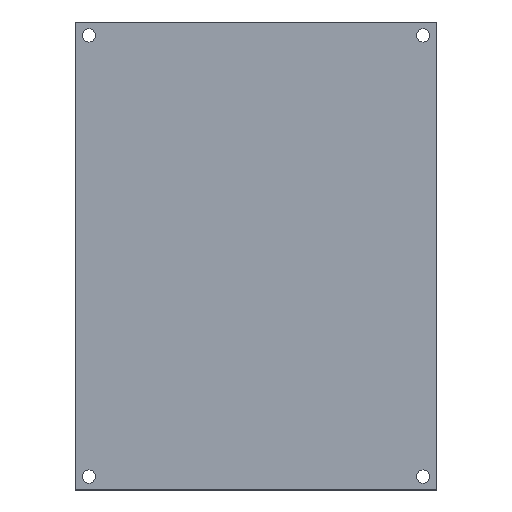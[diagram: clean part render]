
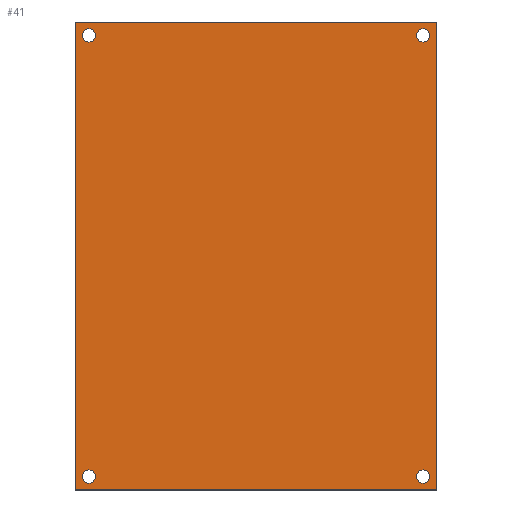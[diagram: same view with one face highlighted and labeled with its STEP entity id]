
A CAD part, top view. The second image highlights one B-rep face of the part: STEP entity #41.
In plain terms, the highlighted planar face has unit normal (0, 0, 1).
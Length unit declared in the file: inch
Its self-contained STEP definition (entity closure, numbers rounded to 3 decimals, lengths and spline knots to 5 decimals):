
#2 = CARTESIAN_POINT ( 'NONE',  ( 3.375, 4.375, 0.115 ) ) ;
#3 = LINE ( 'NONE', #117, #26 ) ;
#6 = ORIENTED_EDGE ( 'NONE', *, *, #78, .T. ) ;
#11 = FACE_OUTER_BOUND ( 'NONE', #362, .T. ) ;
#20 = CARTESIAN_POINT ( 'NONE',  ( 3.25, -4.125, 0.115 ) ) ;
#26 = VECTOR ( 'NONE', #90, 39.37008 ) ;
#28 = CARTESIAN_POINT ( 'NONE',  ( -3.125, -4.125, 0.115 ) ) ;
#31 = DIRECTION ( 'NONE',  ( 0., 0., -1. ) ) ;
#33 = ORIENTED_EDGE ( 'NONE', *, *, #103, .T. ) ;
#36 = EDGE_LOOP ( 'NONE', ( #244 ) ) ;
#38 = VERTEX_POINT ( 'NONE', #2 ) ;
#40 = CARTESIAN_POINT ( 'NONE',  ( 0., -4.375, 0.115 ) ) ;
#41 = ADVANCED_FACE ( 'NONE', ( #365, #126, #298, #101, #11 ), #352, .T. ) ;
#42 = AXIS2_PLACEMENT_3D ( 'NONE', #320, #172, #141 ) ;
#43 = EDGE_CURVE ( 'NONE', #73, #180, #303, .T. ) ;
#45 = VECTOR ( 'NONE', #77, 39.37008 ) ;
#47 = VERTEX_POINT ( 'NONE', #20 ) ;
#57 = DIRECTION ( 'NONE',  ( 1., 0., 0. ) ) ;
#62 = ORIENTED_EDGE ( 'NONE', *, *, #293, .T. ) ;
#67 = AXIS2_PLACEMENT_3D ( 'NONE', #289, #314, #286 ) ;
#73 = VERTEX_POINT ( 'NONE', #145 ) ;
#77 = DIRECTION ( 'NONE',  ( 0., -1., 0. ) ) ;
#78 = EDGE_CURVE ( 'NONE', #345, #345, #99, .T. ) ;
#79 = CARTESIAN_POINT ( 'NONE',  ( 0., 4.375, 0.115 ) ) ;
#83 = VECTOR ( 'NONE', #111, 39.37008 ) ;
#88 = DIRECTION ( 'NONE',  ( 1., 0., 0. ) ) ;
#90 = DIRECTION ( 'NONE',  ( 0., 1., 0. ) ) ;
#99 = CIRCLE ( 'NONE', #42, 0.125 ) ;
#101 = FACE_BOUND ( 'NONE', #240, .T. ) ;
#103 = EDGE_CURVE ( 'NONE', #134, #134, #284, .T. ) ;
#109 = CARTESIAN_POINT ( 'NONE',  ( 3.25, 4.125, 0.115 ) ) ;
#111 = DIRECTION ( 'NONE',  ( -1., 0., 0. ) ) ;
#116 = CARTESIAN_POINT ( 'NONE',  ( 3.125, 4.125, 0.115 ) ) ;
#117 = CARTESIAN_POINT ( 'NONE',  ( 3.375, 0., 0.115 ) ) ;
#126 = FACE_BOUND ( 'NONE', #195, .T. ) ;
#134 = VERTEX_POINT ( 'NONE', #109 ) ;
#136 = CARTESIAN_POINT ( 'NONE',  ( -3.375, 0., 0.115 ) ) ;
#139 = DIRECTION ( 'NONE',  ( 1., 0., 0. ) ) ;
#141 = DIRECTION ( 'NONE',  ( 1., 0., 0. ) ) ;
#145 = CARTESIAN_POINT ( 'NONE',  ( -3.375, -4.375, 0.115 ) ) ;
#154 = CIRCLE ( 'NONE', #67, 0.125 ) ;
#161 = AXIS2_PLACEMENT_3D ( 'NONE', #208, #307, #57 ) ;
#162 = EDGE_CURVE ( 'NONE', #180, #38, #3, .T. ) ;
#172 = DIRECTION ( 'NONE',  ( 0., 0., -1. ) ) ;
#180 = VERTEX_POINT ( 'NONE', #359 ) ;
#187 = AXIS2_PLACEMENT_3D ( 'NONE', #116, #235, #88 ) ;
#192 = ORIENTED_EDGE ( 'NONE', *, *, #287, .T. ) ;
#195 = EDGE_LOOP ( 'NONE', ( #6 ) ) ;
#208 = CARTESIAN_POINT ( 'NONE',  ( 0., 0., 0.115 ) ) ;
#214 = AXIS2_PLACEMENT_3D ( 'NONE', #28, #31, #139 ) ;
#223 = VERTEX_POINT ( 'NONE', #371 ) ;
#226 = CIRCLE ( 'NONE', #214, 0.125 ) ;
#227 = ORIENTED_EDGE ( 'NONE', *, *, #162, .T. ) ;
#228 = LINE ( 'NONE', #79, #83 ) ;
#235 = DIRECTION ( 'NONE',  ( 0., 0., -1. ) ) ;
#240 = EDGE_LOOP ( 'NONE', ( #324 ) ) ;
#244 = ORIENTED_EDGE ( 'NONE', *, *, #258, .T. ) ;
#258 = EDGE_CURVE ( 'NONE', #223, #223, #226, .T. ) ;
#277 = ORIENTED_EDGE ( 'NONE', *, *, #43, .T. ) ;
#284 = CIRCLE ( 'NONE', #187, 0.125 ) ;
#286 = DIRECTION ( 'NONE',  ( 1., 0., 0. ) ) ;
#287 = EDGE_CURVE ( 'NONE', #368, #73, #341, .T. ) ;
#289 = CARTESIAN_POINT ( 'NONE',  ( 3.125, -4.125, 0.115 ) ) ;
#292 = CARTESIAN_POINT ( 'NONE',  ( -3.375, 4.375, 0.115 ) ) ;
#293 = EDGE_CURVE ( 'NONE', #38, #368, #228, .T. ) ;
#298 = FACE_BOUND ( 'NONE', #336, .T. ) ;
#301 = VECTOR ( 'NONE', #348, 39.37008 ) ;
#303 = LINE ( 'NONE', #40, #301 ) ;
#307 = DIRECTION ( 'NONE',  ( 0., 0., 1. ) ) ;
#314 = DIRECTION ( 'NONE',  ( 0., 0., -1. ) ) ;
#320 = CARTESIAN_POINT ( 'NONE',  ( -3.125, 4.125, 0.115 ) ) ;
#324 = ORIENTED_EDGE ( 'NONE', *, *, #331, .T. ) ;
#331 = EDGE_CURVE ( 'NONE', #47, #47, #154, .T. ) ;
#336 = EDGE_LOOP ( 'NONE', ( #33 ) ) ;
#341 = LINE ( 'NONE', #136, #45 ) ;
#345 = VERTEX_POINT ( 'NONE', #370 ) ;
#348 = DIRECTION ( 'NONE',  ( 1., 0., 0. ) ) ;
#352 = PLANE ( 'NONE',  #161 ) ;
#359 = CARTESIAN_POINT ( 'NONE',  ( 3.375, -4.375, 0.115 ) ) ;
#362 = EDGE_LOOP ( 'NONE', ( #192, #277, #227, #62 ) ) ;
#365 = FACE_BOUND ( 'NONE', #36, .T. ) ;
#368 = VERTEX_POINT ( 'NONE', #292 ) ;
#370 = CARTESIAN_POINT ( 'NONE',  ( -3., 4.125, 0.115 ) ) ;
#371 = CARTESIAN_POINT ( 'NONE',  ( -3., -4.125, 0.115 ) ) ;
